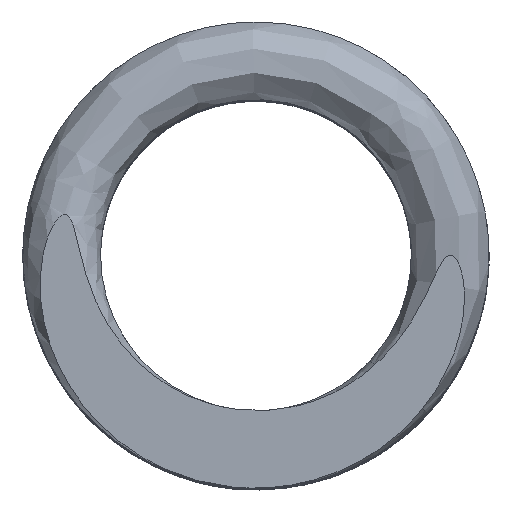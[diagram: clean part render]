
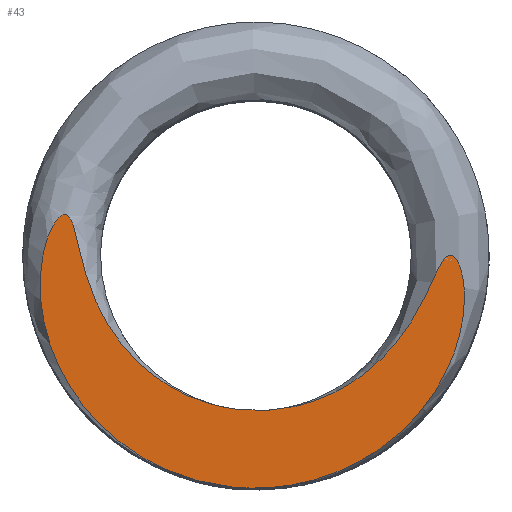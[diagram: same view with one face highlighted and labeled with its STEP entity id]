
A CAD part, top view. The second image highlights one B-rep face of the part: STEP entity #43.
In plain terms, the highlighted planar face has unit normal (0, 0, 1).
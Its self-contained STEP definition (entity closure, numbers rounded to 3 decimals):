
#36=PLANE('',#153);
#43=ADVANCED_FACE('',(#57),#36,.F.);
#57=FACE_OUTER_BOUND('',#65,.T.);
#65=EDGE_LOOP('',(#89,#90));
#89=ORIENTED_EDGE('',*,*,#116,.F.);
#90=ORIENTED_EDGE('',*,*,#115,.F.);
#101=VERTEX_POINT('',#3272);
#102=VERTEX_POINT('',#3292);
#115=EDGE_CURVE('',#102,#101,#129,.T.);
#116=EDGE_CURVE('',#101,#102,#130,.T.);
#129=B_SPLINE_CURVE_WITH_KNOTS('',3,(#3293,#3294,#3295,#3296,#3297,#3298,
#3299,#3300,#3301,#3302,#3303,#3304,#3305,#3306,#3307,#3308,#3309,#3310,
#3311,#3312,#3313,#3314,#3315,#3316,#3317,#3318,#3319,#3320,#3321,#3322,
#3323,#3324,#3325,#3326,#3327,#3328,#3329,#3330,#3331,#3332,#3333,#3334,
#3335,#3336,#3337,#3338,#3339,#3340,#3341,#3342,#3343,#3344,#3345,#3346,
#3347),.UNSPECIFIED.,.F.,.F.,(4,3,3,3,3,3,3,3,3,3,3,3,3,3,3,3,3,3,4),(0.,
0.113,0.226,0.337,0.444,
0.514,0.549,0.566,0.575,
0.577,0.58,0.582,0.586,
0.592,0.617,0.716,0.816,
0.915,1.),.UNSPECIFIED.);
#130=B_SPLINE_CURVE_WITH_KNOTS('',3,(#3538,#3539,#3540,#3541,#3542,#3543,
#3544,#3545,#3546,#3547,#3548,#3549,#3550,#3551,#3552,#3553,#3554,#3555,
#3556,#3557,#3558,#3559,#3560,#3561,#3562,#3563,#3564,#3565,#3566,#3567,
#3568,#3569,#3570,#3571,#3572,#3573,#3574,#3575,#3576,#3577,#3578,#3579,
#3580,#3581,#3582,#3583,#3584,#3585,#3586,#3587,#3588,#3589,#3590,#3591,
#3592,#3593,#3594,#3595),.UNSPECIFIED.,.F.,.F.,(4,3,3,3,3,3,3,3,3,3,3,3,
3,3,3,3,3,3,3,4),(0.,0.086,0.173,0.261,
0.341,0.404,0.409,0.415,
0.418,0.421,0.423,0.427,
0.433,0.451,0.503,0.587,
0.673,0.773,0.88,1.),.UNSPECIFIED.);
#153=AXIS2_PLACEMENT_3D('',#3596,#162,#163);
#162=DIRECTION('',(0.,0.,-1.));
#163=DIRECTION('',(1.,0.,0.));
#3272=CARTESIAN_POINT('',(-0.126,-1.193,9.));
#3292=CARTESIAN_POINT('',(-0.189,-1.79,9.));
#3293=CARTESIAN_POINT('',(-0.189,-1.79,9.));
#3294=CARTESIAN_POINT('',(-0.379,-1.77,9.));
#3295=CARTESIAN_POINT('',(-0.568,-1.717,9.));
#3296=CARTESIAN_POINT('',(-0.74,-1.635,9.));
#3297=CARTESIAN_POINT('',(-0.912,-1.553,9.));
#3298=CARTESIAN_POINT('',(-1.072,-1.44,9.));
#3299=CARTESIAN_POINT('',(-1.206,-1.305,9.));
#3300=CARTESIAN_POINT('',(-1.339,-1.172,9.));
#3301=CARTESIAN_POINT('',(-1.45,-1.014,9.));
#3302=CARTESIAN_POINT('',(-1.528,-0.844,9.));
#3303=CARTESIAN_POINT('',(-1.604,-0.679,9.));
#3304=CARTESIAN_POINT('',(-1.652,-0.498,9.));
#3305=CARTESIAN_POINT('',(-1.664,-0.317,9.));
#3306=CARTESIAN_POINT('',(-1.672,-0.199,9.));
#3307=CARTESIAN_POINT('',(-1.664,-0.078,9.));
#3308=CARTESIAN_POINT('',(-1.637,0.038,9.));
#3309=CARTESIAN_POINT('',(-1.624,0.095,9.));
#3310=CARTESIAN_POINT('',(-1.605,0.152,9.));
#3311=CARTESIAN_POINT('',(-1.579,0.205,9.));
#3312=CARTESIAN_POINT('',(-1.566,0.232,9.));
#3313=CARTESIAN_POINT('',(-1.55,0.257,9.));
#3314=CARTESIAN_POINT('',(-1.53,0.279,9.));
#3315=CARTESIAN_POINT('',(-1.521,0.29,9.));
#3316=CARTESIAN_POINT('',(-1.509,0.301,9.));
#3317=CARTESIAN_POINT('',(-1.496,0.307,9.));
#3318=CARTESIAN_POINT('',(-1.491,0.31,9.));
#3319=CARTESIAN_POINT('',(-1.486,0.311,9.));
#3320=CARTESIAN_POINT('',(-1.481,0.312,9.));
#3321=CARTESIAN_POINT('',(-1.477,0.313,9.));
#3322=CARTESIAN_POINT('',(-1.473,0.313,9.));
#3323=CARTESIAN_POINT('',(-1.468,0.312,9.));
#3324=CARTESIAN_POINT('',(-1.464,0.311,9.));
#3325=CARTESIAN_POINT('',(-1.46,0.31,9.));
#3326=CARTESIAN_POINT('',(-1.456,0.308,9.));
#3327=CARTESIAN_POINT('',(-1.451,0.305,9.));
#3328=CARTESIAN_POINT('',(-1.447,0.301,9.));
#3329=CARTESIAN_POINT('',(-1.443,0.297,9.));
#3330=CARTESIAN_POINT('',(-1.436,0.289,9.));
#3331=CARTESIAN_POINT('',(-1.43,0.28,9.));
#3332=CARTESIAN_POINT('',(-1.426,0.27,9.));
#3333=CARTESIAN_POINT('',(-1.406,0.231,9.));
#3334=CARTESIAN_POINT('',(-1.397,0.188,9.));
#3335=CARTESIAN_POINT('',(-1.388,0.146,9.));
#3336=CARTESIAN_POINT('',(-1.349,-0.02,9.));
#3337=CARTESIAN_POINT('',(-1.311,-0.188,9.));
#3338=CARTESIAN_POINT('',(-1.243,-0.345,9.));
#3339=CARTESIAN_POINT('',(-1.174,-0.503,9.));
#3340=CARTESIAN_POINT('',(-1.077,-0.653,9.));
#3341=CARTESIAN_POINT('',(-0.959,-0.778,9.));
#3342=CARTESIAN_POINT('',(-0.842,-0.901,9.));
#3343=CARTESIAN_POINT('',(-0.701,-1.004,9.));
#3344=CARTESIAN_POINT('',(-0.548,-1.076,9.));
#3345=CARTESIAN_POINT('',(-0.416,-1.138,9.));
#3346=CARTESIAN_POINT('',(-0.271,-1.178,9.));
#3347=CARTESIAN_POINT('',(-0.126,-1.193,9.));
#3538=CARTESIAN_POINT('',(-0.126,-1.193,9.));
#3539=CARTESIAN_POINT('',(0.021,-1.209,9.));
#3540=CARTESIAN_POINT('',(0.173,-1.199,9.));
#3541=CARTESIAN_POINT('',(0.317,-1.165,9.));
#3542=CARTESIAN_POINT('',(0.462,-1.131,9.));
#3543=CARTESIAN_POINT('',(0.602,-1.072,9.));
#3544=CARTESIAN_POINT('',(0.727,-0.993,9.));
#3545=CARTESIAN_POINT('',(0.855,-0.912,9.));
#3546=CARTESIAN_POINT('',(0.971,-0.809,9.));
#3547=CARTESIAN_POINT('',(1.068,-0.693,9.));
#3548=CARTESIAN_POINT('',(1.157,-0.587,9.));
#3549=CARTESIAN_POINT('',(1.232,-0.469,9.));
#3550=CARTESIAN_POINT('',(1.294,-0.346,9.));
#3551=CARTESIAN_POINT('',(1.343,-0.249,9.));
#3552=CARTESIAN_POINT('',(1.378,-0.145,9.));
#3553=CARTESIAN_POINT('',(1.436,-0.054,9.));
#3554=CARTESIAN_POINT('',(1.441,-0.046,9.));
#3555=CARTESIAN_POINT('',(1.447,-0.038,9.));
#3556=CARTESIAN_POINT('',(1.453,-0.031,9.));
#3557=CARTESIAN_POINT('',(1.46,-0.023,9.));
#3558=CARTESIAN_POINT('',(1.467,-0.016,9.));
#3559=CARTESIAN_POINT('',(1.475,-0.01,9.));
#3560=CARTESIAN_POINT('',(1.479,-0.008,9.));
#3561=CARTESIAN_POINT('',(1.483,-0.005,9.));
#3562=CARTESIAN_POINT('',(1.488,-0.004,9.));
#3563=CARTESIAN_POINT('',(1.493,-0.003,9.));
#3564=CARTESIAN_POINT('',(1.498,-0.002,9.));
#3565=CARTESIAN_POINT('',(1.503,-0.002,9.));
#3566=CARTESIAN_POINT('',(1.507,-0.003,9.));
#3567=CARTESIAN_POINT('',(1.511,-0.004,9.));
#3568=CARTESIAN_POINT('',(1.515,-0.005,9.));
#3569=CARTESIAN_POINT('',(1.521,-0.008,9.));
#3570=CARTESIAN_POINT('',(1.526,-0.011,9.));
#3571=CARTESIAN_POINT('',(1.53,-0.015,9.));
#3572=CARTESIAN_POINT('',(1.538,-0.022,9.));
#3573=CARTESIAN_POINT('',(1.545,-0.031,9.));
#3574=CARTESIAN_POINT('',(1.551,-0.04,9.));
#3575=CARTESIAN_POINT('',(1.568,-0.067,9.));
#3576=CARTESIAN_POINT('',(1.578,-0.098,9.));
#3577=CARTESIAN_POINT('',(1.586,-0.129,9.));
#3578=CARTESIAN_POINT('',(1.609,-0.214,9.));
#3579=CARTESIAN_POINT('',(1.612,-0.305,9.));
#3580=CARTESIAN_POINT('',(1.607,-0.393,9.));
#3581=CARTESIAN_POINT('',(1.598,-0.533,9.));
#3582=CARTESIAN_POINT('',(1.563,-0.674,9.));
#3583=CARTESIAN_POINT('',(1.51,-0.805,9.));
#3584=CARTESIAN_POINT('',(1.456,-0.94,9.));
#3585=CARTESIAN_POINT('',(1.38,-1.069,9.));
#3586=CARTESIAN_POINT('',(1.289,-1.183,9.));
#3587=CARTESIAN_POINT('',(1.182,-1.316,9.));
#3588=CARTESIAN_POINT('',(1.053,-1.433,9.));
#3589=CARTESIAN_POINT('',(0.91,-1.526,9.));
#3590=CARTESIAN_POINT('',(0.759,-1.625,9.));
#3591=CARTESIAN_POINT('',(0.589,-1.7,9.));
#3592=CARTESIAN_POINT('',(0.414,-1.745,9.));
#3593=CARTESIAN_POINT('',(0.219,-1.796,9.));
#3594=CARTESIAN_POINT('',(0.011,-1.811,9.));
#3595=CARTESIAN_POINT('',(-0.189,-1.79,9.));
#3596=CARTESIAN_POINT('',(10.,-2.29,9.));
